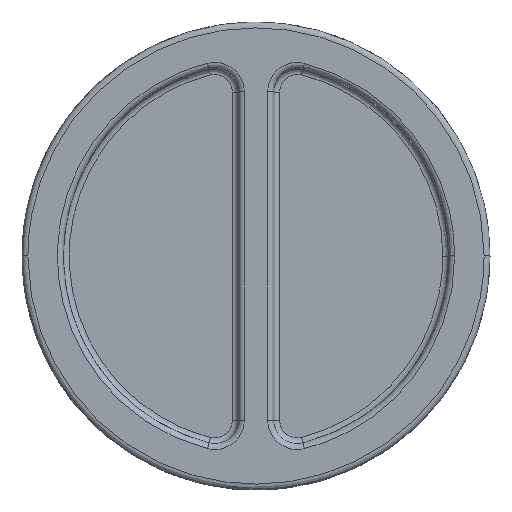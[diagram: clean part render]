
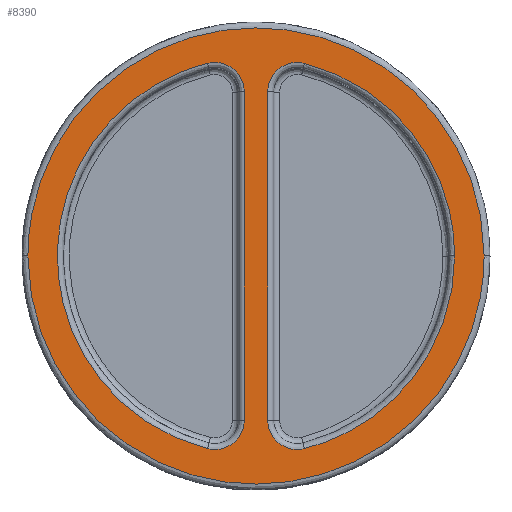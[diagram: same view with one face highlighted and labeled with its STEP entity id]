
A CAD part, top view. The second image highlights one B-rep face of the part: STEP entity #8390.
In plain terms, the highlighted free-form (B-spline) face has degree [1, 1] with [2, 2] control points.
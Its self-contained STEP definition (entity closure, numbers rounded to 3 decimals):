
#34 = VERTEX_POINT('',#35);
#35 = CARTESIAN_POINT('',(-18.54,0.,
    14.123));
#41 = EDGE_CURVE('',#42,#34,#44,.T.);
#42 = VERTEX_POINT('',#43);
#43 = CARTESIAN_POINT('',(18.54,0.,14.123));
#44 = ( BOUNDED_CURVE() B_SPLINE_CURVE(2,(#45,#46,#47,#48,#49),
.UNSPECIFIED.,.F.,.F.) B_SPLINE_CURVE_WITH_KNOTS((3,2,3),(0.,
1.571,3.142),.PIECEWISE_BEZIER_KNOTS.) CURVE() 
GEOMETRIC_REPRESENTATION_ITEM() RATIONAL_B_SPLINE_CURVE((1.,
0.707,1.,0.707,1.)) REPRESENTATION_ITEM('') );
#45 = CARTESIAN_POINT('',(18.54,0.,14.123));
#46 = CARTESIAN_POINT('',(18.54,18.54,
    14.123));
#47 = CARTESIAN_POINT('',(0.,18.54,
    14.123));
#48 = CARTESIAN_POINT('',(-18.54,18.54,
    14.123));
#49 = CARTESIAN_POINT('',(-18.54,0.,
    14.123));
#76 = EDGE_CURVE('',#77,#79,#81,.T.);
#77 = VERTEX_POINT('',#78);
#78 = CARTESIAN_POINT('',(16.145,0.,14.123));
#79 = VERTEX_POINT('',#80);
#80 = CARTESIAN_POINT('',(3.938,-15.657,14.123
    ));
#81 = ( BOUNDED_CURVE() B_SPLINE_CURVE(2,(#82,#83,#84),.UNSPECIFIED.,.F.
,.F.) B_SPLINE_CURVE_WITH_KNOTS((3,3),(0.,1.324),
.PIECEWISE_BEZIER_KNOTS.) CURVE() GEOMETRIC_REPRESENTATION_ITEM() 
RATIONAL_B_SPLINE_CURVE((1.,0.789,1.)) REPRESENTATION_ITEM('') 
  );
#82 = CARTESIAN_POINT('',(16.145,0.,14.123));
#83 = CARTESIAN_POINT('',(16.145,-12.587,
    14.123));
#84 = CARTESIAN_POINT('',(3.938,-15.657,14.123
    ));
#8390 = ADVANCED_FACE('',(#8391,#8426,#8458),#8469,.T.);
#8391 = FACE_BOUND('',#8392,.T.);
#8392 = EDGE_LOOP('',(#8393,#8405,#8413,#8420));
#8393 = ORIENTED_EDGE('',*,*,#8394,.T.);
#8394 = EDGE_CURVE('',#8395,#8397,#8399,.T.);
#8395 = VERTEX_POINT('',#8396);
#8396 = CARTESIAN_POINT('',(-3.938,-15.657,
    14.123));
#8397 = VERTEX_POINT('',#8398);
#8398 = CARTESIAN_POINT('',(-3.938,15.657,
    14.123));
#8399 = ( BOUNDED_CURVE() B_SPLINE_CURVE(2,(#8400,#8401,#8402,#8403,
#8404),.UNSPECIFIED.,.F.,.F.) B_SPLINE_CURVE_WITH_KNOTS((3,2,3),(
    1.817,3.142,4.466),
.PIECEWISE_BEZIER_KNOTS.) CURVE() GEOMETRIC_REPRESENTATION_ITEM() 
RATIONAL_B_SPLINE_CURVE((1.,0.789,1.,0.789,1.)) 
REPRESENTATION_ITEM('') );
#8400 = CARTESIAN_POINT('',(-3.938,-15.657,
    14.123));
#8401 = CARTESIAN_POINT('',(-16.145,-12.587,
    14.123));
#8402 = CARTESIAN_POINT('',(-16.145,0.,
    14.123));
#8403 = CARTESIAN_POINT('',(-16.145,12.587,
    14.123));
#8404 = CARTESIAN_POINT('',(-3.938,15.657,
    14.123));
#8405 = ORIENTED_EDGE('',*,*,#8406,.T.);
#8406 = EDGE_CURVE('',#8397,#8407,#8409,.T.);
#8407 = VERTEX_POINT('',#8408);
#8408 = CARTESIAN_POINT('',(-0.958,13.334,
    14.123));
#8409 = ( BOUNDED_CURVE() B_SPLINE_CURVE(2,(#8410,#8411,#8412),
.UNSPECIFIED.,.F.,.F.) B_SPLINE_CURVE_WITH_KNOTS((3,3),(4.466,
6.283),.PIECEWISE_BEZIER_KNOTS.) CURVE() 
GEOMETRIC_REPRESENTATION_ITEM() RATIONAL_B_SPLINE_CURVE((1.,
0.615,1.)) REPRESENTATION_ITEM('') );
#8410 = CARTESIAN_POINT('',(-3.938,15.657,
    14.123));
#8411 = CARTESIAN_POINT('',(-0.958,16.406,
    14.123));
#8412 = CARTESIAN_POINT('',(-0.958,13.334,
    14.123));
#8413 = ORIENTED_EDGE('',*,*,#8414,.T.);
#8414 = EDGE_CURVE('',#8407,#8415,#8417,.T.);
#8415 = VERTEX_POINT('',#8416);
#8416 = CARTESIAN_POINT('',(-0.958,-13.334,
    14.123));
#8417 = B_SPLINE_CURVE_WITH_KNOTS('',1,(#8418,#8419),.UNSPECIFIED.,.F.,
  .F.,(2,2),(-27.833,0.),.PIECEWISE_BEZIER_KNOTS.);
#8418 = CARTESIAN_POINT('',(-0.958,13.334,
    14.123));
#8419 = CARTESIAN_POINT('',(-0.958,-13.334,
    14.123));
#8420 = ORIENTED_EDGE('',*,*,#8421,.T.);
#8421 = EDGE_CURVE('',#8415,#8395,#8422,.T.);
#8422 = ( BOUNDED_CURVE() B_SPLINE_CURVE(2,(#8423,#8424,#8425),
.UNSPECIFIED.,.F.,.F.) B_SPLINE_CURVE_WITH_KNOTS((3,3),(0.,
1.817),.PIECEWISE_BEZIER_KNOTS.) CURVE() 
GEOMETRIC_REPRESENTATION_ITEM() RATIONAL_B_SPLINE_CURVE((1.,
0.615,1.)) REPRESENTATION_ITEM('') );
#8423 = CARTESIAN_POINT('',(-0.958,-13.334,
    14.123));
#8424 = CARTESIAN_POINT('',(-0.958,-16.406,
    14.123));
#8425 = CARTESIAN_POINT('',(-3.938,-15.657,
    14.123));
#8426 = FACE_BOUND('',#8427,.T.);
#8427 = EDGE_LOOP('',(#8428,#8436,#8437,#8445,#8452));
#8428 = ORIENTED_EDGE('',*,*,#8429,.T.);
#8429 = EDGE_CURVE('',#8430,#77,#8432,.T.);
#8430 = VERTEX_POINT('',#8431);
#8431 = CARTESIAN_POINT('',(3.938,15.657,
    14.123));
#8432 = ( BOUNDED_CURVE() B_SPLINE_CURVE(2,(#8433,#8434,#8435),
.UNSPECIFIED.,.F.,.F.) B_SPLINE_CURVE_WITH_KNOTS((3,3),(4.959,
6.283),.PIECEWISE_BEZIER_KNOTS.) CURVE() 
GEOMETRIC_REPRESENTATION_ITEM() RATIONAL_B_SPLINE_CURVE((1.,
0.789,1.)) REPRESENTATION_ITEM('') );
#8433 = CARTESIAN_POINT('',(3.938,15.657,
    14.123));
#8434 = CARTESIAN_POINT('',(16.145,12.587,
    14.123));
#8435 = CARTESIAN_POINT('',(16.145,0.,
    14.123));
#8436 = ORIENTED_EDGE('',*,*,#76,.T.);
#8437 = ORIENTED_EDGE('',*,*,#8438,.T.);
#8438 = EDGE_CURVE('',#79,#8439,#8441,.T.);
#8439 = VERTEX_POINT('',#8440);
#8440 = CARTESIAN_POINT('',(0.958,-13.334,
    14.123));
#8441 = ( BOUNDED_CURVE() B_SPLINE_CURVE(2,(#8442,#8443,#8444),
.UNSPECIFIED.,.F.,.F.) B_SPLINE_CURVE_WITH_KNOTS((3,3),(1.324,
3.142),.PIECEWISE_BEZIER_KNOTS.) CURVE() 
GEOMETRIC_REPRESENTATION_ITEM() RATIONAL_B_SPLINE_CURVE((1.,
0.615,1.)) REPRESENTATION_ITEM('') );
#8442 = CARTESIAN_POINT('',(3.938,-15.657,
    14.123));
#8443 = CARTESIAN_POINT('',(0.958,-16.406,
    14.123));
#8444 = CARTESIAN_POINT('',(0.958,-13.334,
    14.123));
#8445 = ORIENTED_EDGE('',*,*,#8446,.T.);
#8446 = EDGE_CURVE('',#8439,#8447,#8449,.T.);
#8447 = VERTEX_POINT('',#8448);
#8448 = CARTESIAN_POINT('',(0.958,13.334,
    14.123));
#8449 = B_SPLINE_CURVE_WITH_KNOTS('',1,(#8450,#8451),.UNSPECIFIED.,.F.,
  .F.,(2,2),(-27.833,0.),
  .PIECEWISE_BEZIER_KNOTS.);
#8450 = CARTESIAN_POINT('',(0.958,-13.334,
    14.123));
#8451 = CARTESIAN_POINT('',(0.958,13.334,
    14.123));
#8452 = ORIENTED_EDGE('',*,*,#8453,.T.);
#8453 = EDGE_CURVE('',#8447,#8430,#8454,.T.);
#8454 = ( BOUNDED_CURVE() B_SPLINE_CURVE(2,(#8455,#8456,#8457),
.UNSPECIFIED.,.F.,.F.) B_SPLINE_CURVE_WITH_KNOTS((3,3),(3.142,
4.959),.PIECEWISE_BEZIER_KNOTS.) CURVE() 
GEOMETRIC_REPRESENTATION_ITEM() RATIONAL_B_SPLINE_CURVE((1.,
0.615,1.)) REPRESENTATION_ITEM('') );
#8455 = CARTESIAN_POINT('',(0.958,13.334,
    14.123));
#8456 = CARTESIAN_POINT('',(0.958,16.406,
    14.123));
#8457 = CARTESIAN_POINT('',(3.938,15.657,
    14.123));
#8458 = FACE_BOUND('',#8459,.T.);
#8459 = EDGE_LOOP('',(#8460,#8461));
#8460 = ORIENTED_EDGE('',*,*,#41,.T.);
#8461 = ORIENTED_EDGE('',*,*,#8462,.T.);
#8462 = EDGE_CURVE('',#34,#42,#8463,.T.);
#8463 = ( BOUNDED_CURVE() B_SPLINE_CURVE(2,(#8464,#8465,#8466,#8467,
#8468),.UNSPECIFIED.,.F.,.F.) B_SPLINE_CURVE_WITH_KNOTS((3,2,3),(
    3.142,4.712,6.283),
.PIECEWISE_BEZIER_KNOTS.) CURVE() GEOMETRIC_REPRESENTATION_ITEM() 
RATIONAL_B_SPLINE_CURVE((1.,0.707,1.,0.707,1.)) 
REPRESENTATION_ITEM('') );
#8464 = CARTESIAN_POINT('',(-18.54,0.,
    14.123));
#8465 = CARTESIAN_POINT('',(-18.54,-18.54,
    14.123));
#8466 = CARTESIAN_POINT('',(0.,-18.54,
    14.123));
#8467 = CARTESIAN_POINT('',(18.54,-18.54,
    14.123));
#8468 = CARTESIAN_POINT('',(18.54,0.,
    14.123));
#8469 = B_SPLINE_SURFACE_WITH_KNOTS('',1,1,(
    (#8470,#8471)
    ,(#8472,#8473
  )),.UNSPECIFIED.,.F.,.F.,.F.,(2,2),(2,2),(-19.35,19.35),(-19.35,19.35)
  ,.PIECEWISE_BEZIER_KNOTS.);
#8470 = CARTESIAN_POINT('',(-18.54,-18.54,
    14.123));
#8471 = CARTESIAN_POINT('',(-18.54,18.54,
    14.123));
#8472 = CARTESIAN_POINT('',(18.54,-18.54,
    14.123));
#8473 = CARTESIAN_POINT('',(18.54,18.54,
    14.123));
